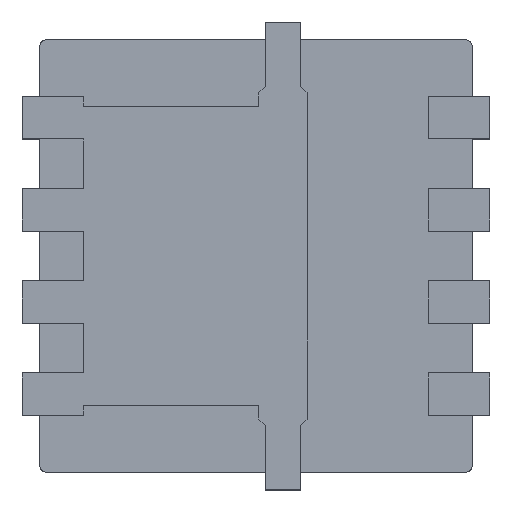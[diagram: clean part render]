
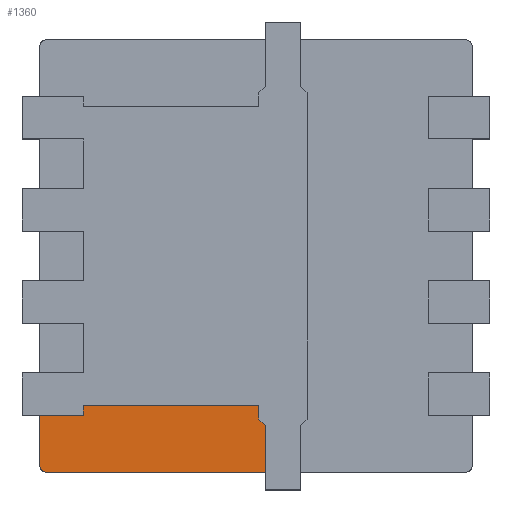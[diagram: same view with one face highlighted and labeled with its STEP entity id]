
A CAD part, top view. The second image highlights one B-rep face of the part: STEP entity #1360.
In plain terms, the highlighted planar face has unit normal (0, 0, 1).
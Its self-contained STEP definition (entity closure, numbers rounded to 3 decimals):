
#78 = CARTESIAN_POINT ( 'NONE',  ( 0.02, -1.15, 0. ) ) ;
#178 = EDGE_CURVE ( 'NONE', #17711, #13192, #7810, .T. ) ;
#259 = VECTOR ( 'NONE', #6557, 1000. ) ;
#538 = VECTOR ( 'NONE', #4855, 1000. ) ;
#772 = VERTEX_POINT ( 'NONE', #15740 ) ;
#793 = DIRECTION ( 'NONE',  ( 0., 1., 0. ) ) ;
#822 = VECTOR ( 'NONE', #793, 1000. ) ;
#882 = VECTOR ( 'NONE', #6093, 1000. ) ;
#1360 = ADVANCED_FACE ( 'NONE', ( #15441 ), #15821, .T. ) ;
#1415 = CIRCLE ( 'NONE', #17231, 0.05 ) ;
#1680 = VERTEX_POINT ( 'NONE', #16033 ) ;
#1875 = DIRECTION ( 'NONE',  ( 0., 0., -1. ) ) ;
#1952 = CARTESIAN_POINT ( 'NONE',  ( -1.525, -1.475, 0. ) ) ;
#2006 = EDGE_CURVE ( 'NONE', #10769, #9512, #11094, .T. ) ;
#2111 = DIRECTION ( 'NONE',  ( -1., 0., 0. ) ) ;
#2166 = CARTESIAN_POINT ( 'NONE',  ( 0.065, -1.195, 0. ) ) ;
#2721 = CARTESIAN_POINT ( 'NONE',  ( 0.065, -1.525, 0. ) ) ;
#2904 = ORIENTED_EDGE ( 'NONE', *, *, #178, .T. ) ;
#3904 = LINE ( 'NONE', #16159, #259 ) ;
#4039 = LINE ( 'NONE', #13160, #14605 ) ;
#4048 = ORIENTED_EDGE ( 'NONE', *, *, #8736, .F. ) ;
#4114 = EDGE_CURVE ( 'NONE', #12601, #772, #9415, .T. ) ;
#4198 = AXIS2_PLACEMENT_3D ( 'NONE', #7668, #17249, #9077 ) ;
#4370 = CARTESIAN_POINT ( 'NONE',  ( -1.475, -1.525, 0. ) ) ;
#4430 = CARTESIAN_POINT ( 'NONE',  ( 0.065, -1.195, 0. ) ) ;
#4537 = ORIENTED_EDGE ( 'NONE', *, *, #16300, .F. ) ;
#4701 = EDGE_CURVE ( 'NONE', #13192, #5472, #13633, .T. ) ;
#4703 = CARTESIAN_POINT ( 'NONE',  ( 0.065, 0., 0. ) ) ;
#4855 = DIRECTION ( 'NONE',  ( -1., 0., 0. ) ) ;
#4929 = DIRECTION ( 'NONE',  ( -0.707, 0.707, 0. ) ) ;
#5472 = VERTEX_POINT ( 'NONE', #11514 ) ;
#6093 = DIRECTION ( 'NONE',  ( 0., 1., 0. ) ) ;
#6557 = DIRECTION ( 'NONE',  ( 0., -1., 0. ) ) ;
#7381 = CARTESIAN_POINT ( 'NONE',  ( 0.02, 0., 0. ) ) ;
#7668 = CARTESIAN_POINT ( 'NONE',  ( 0., 0., 0. ) ) ;
#7672 = CARTESIAN_POINT ( 'NONE',  ( -1.525, 1.525, 0. ) ) ;
#7810 = LINE ( 'NONE', #2166, #12771 ) ;
#7816 = DIRECTION ( 'NONE',  ( -1., 0., 0. ) ) ;
#8215 = LINE ( 'NONE', #4703, #882 ) ;
#8736 = EDGE_CURVE ( 'NONE', #9512, #17752, #1415, .T. ) ;
#8747 = CARTESIAN_POINT ( 'NONE',  ( -1.525, -1.525, 0. ) ) ;
#8767 = DIRECTION ( 'NONE',  ( 0., 1., 0. ) ) ;
#9077 = DIRECTION ( 'NONE',  ( 1., 0., 0. ) ) ;
#9415 = LINE ( 'NONE', #13066, #16667 ) ;
#9512 = VERTEX_POINT ( 'NONE', #4370 ) ;
#10181 = CARTESIAN_POINT ( 'NONE',  ( -1.475, -1.475, 0. ) ) ;
#10769 = VERTEX_POINT ( 'NONE', #2721 ) ;
#11094 = LINE ( 'NONE', #8747, #538 ) ;
#11397 = ORIENTED_EDGE ( 'NONE', *, *, #2006, .F. ) ;
#11398 = LINE ( 'NONE', #7672, #822 ) ;
#11514 = CARTESIAN_POINT ( 'NONE',  ( 0.02, -1.055, 0. ) ) ;
#11542 = DIRECTION ( 'NONE',  ( -1., 0., 0. ) ) ;
#11613 = CARTESIAN_POINT ( 'NONE',  ( -1.22, -1.125, 0. ) ) ;
#11775 = EDGE_CURVE ( 'NONE', #1680, #12601, #3904, .T. ) ;
#11883 = EDGE_CURVE ( 'NONE', #10769, #17711, #8215, .T. ) ;
#12601 = VERTEX_POINT ( 'NONE', #11613 ) ;
#12771 = VECTOR ( 'NONE', #4929, 1000. ) ;
#13066 = CARTESIAN_POINT ( 'NONE',  ( 0., -1.125, 0. ) ) ;
#13160 = CARTESIAN_POINT ( 'NONE',  ( 0., -1.055, 0. ) ) ;
#13192 = VERTEX_POINT ( 'NONE', #78 ) ;
#13393 = EDGE_LOOP ( 'NONE', ( #14843, #14136, #16355, #4537, #4048, #11397, #15899, #2904, #14840 ) ) ;
#13633 = LINE ( 'NONE', #7381, #14924 ) ;
#14136 = ORIENTED_EDGE ( 'NONE', *, *, #11775, .T. ) ;
#14605 = VECTOR ( 'NONE', #2111, 1000. ) ;
#14840 = ORIENTED_EDGE ( 'NONE', *, *, #4701, .T. ) ;
#14843 = ORIENTED_EDGE ( 'NONE', *, *, #16334, .T. ) ;
#14924 = VECTOR ( 'NONE', #8767, 1000. ) ;
#15441 = FACE_OUTER_BOUND ( 'NONE', #13393, .T. ) ;
#15740 = CARTESIAN_POINT ( 'NONE',  ( -1.525, -1.125, 0. ) ) ;
#15821 = PLANE ( 'NONE',  #4198 ) ;
#15899 = ORIENTED_EDGE ( 'NONE', *, *, #11883, .T. ) ;
#16033 = CARTESIAN_POINT ( 'NONE',  ( -1.22, -1.055, 0. ) ) ;
#16159 = CARTESIAN_POINT ( 'NONE',  ( -1.22, 0., 0. ) ) ;
#16300 = EDGE_CURVE ( 'NONE', #17752, #772, #11398, .T. ) ;
#16334 = EDGE_CURVE ( 'NONE', #5472, #1680, #4039, .T. ) ;
#16355 = ORIENTED_EDGE ( 'NONE', *, *, #4114, .T. ) ;
#16667 = VECTOR ( 'NONE', #7816, 1000. ) ;
#17231 = AXIS2_PLACEMENT_3D ( 'NONE', #10181, #1875, #11542 ) ;
#17249 = DIRECTION ( 'NONE',  ( 0., 0., 1. ) ) ;
#17711 = VERTEX_POINT ( 'NONE', #4430 ) ;
#17752 = VERTEX_POINT ( 'NONE', #1952 ) ;
